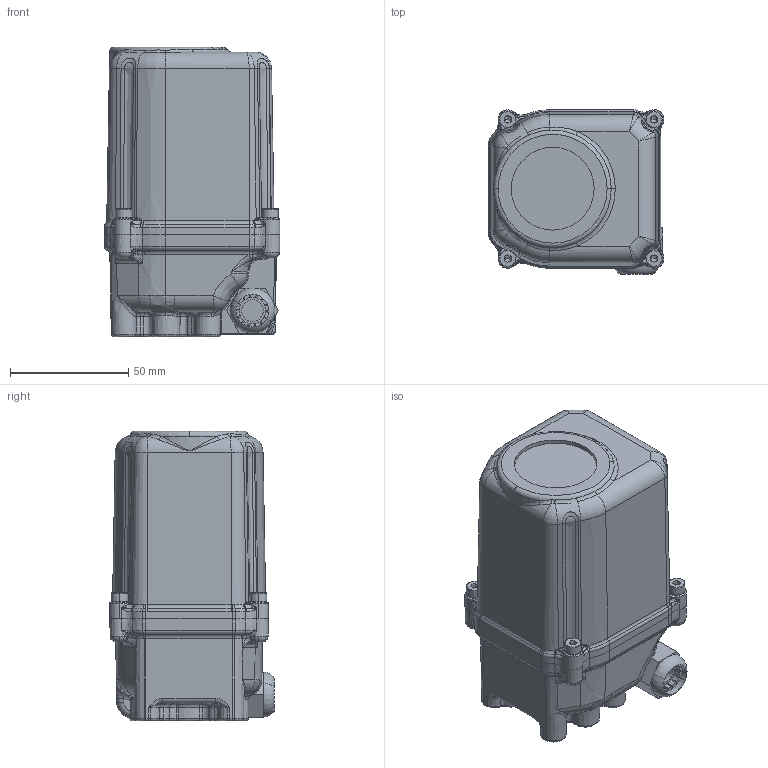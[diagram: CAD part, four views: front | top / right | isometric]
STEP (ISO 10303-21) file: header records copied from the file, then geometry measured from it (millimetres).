
FILE_DESCRIPTION (( 'STEP AP203' ), '1' );
FILE_NAME ('KE001 MC F35C9.STEP', '2022-03-09T00:39:25', ( '' ), ( '' ), 'SwSTEP 2.0', 'SolidWorks 2017', '' );
FILE_SCHEMA (( 'CONFIG_CONTROL_DESIGN' ));
Length unit declared in the file: millimetre
Products named in the file (7): KE001 MC F35C9; KE001-0210 皋牢 箕橇飘 (REV.1); PG9 Cable Gland1; socket head cap screw_ks_KS 1003 - M4 x 10 x 10-S; PG9 Cable Gland2; KE001-0111 厚肥力绢 牧飘费 冠胶 目滚 (Rev.0); KE001-0011 晦橫夢蝶 夥蛤 (Rev.1)
Assembly tree (9 placements, depth 2):
  KE001 MC F35C9
    KE001-0011 晦橫夢蝶 夥蛤 (Rev.1)
    socket head cap screw_ks_KS 1003 - M4 x 10 x 10-S  x4
    PG9 Cable Gland1
    PG9 Cable Gland2
    KE001-0111 厚肥力绢 牧飘费 冠胶 目滚 (Rev.0)
    KE001-0210 皋牢 箕橇飘 (REV.1)
Bounding box: 74.3 x 69.45 x 122.3 mm (x, y, z)
Volume: 472891.6 mm3; surface area: 60708 mm2
Topology: 9 solids, 9 shells, 1520 faces, 3467 edges, 1908 vertices
Faces by surface type: bspline 421, cone 410, cylinder 280, plane 237, torus 164, sphere 8
Entity records: 52941 total; most frequent: CARTESIAN_POINT 27898, ORIENTED_EDGE 5448, DIRECTION 4638, EDGE_CURVE 2724, AXIS2_PLACEMENT_3D 1956, VERTEX_POINT 1563, EDGE_LOOP 1235, FACE_OUTER_BOUND 1193
